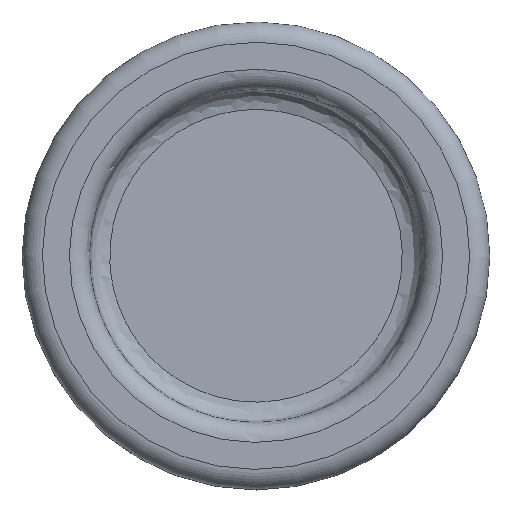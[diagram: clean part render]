
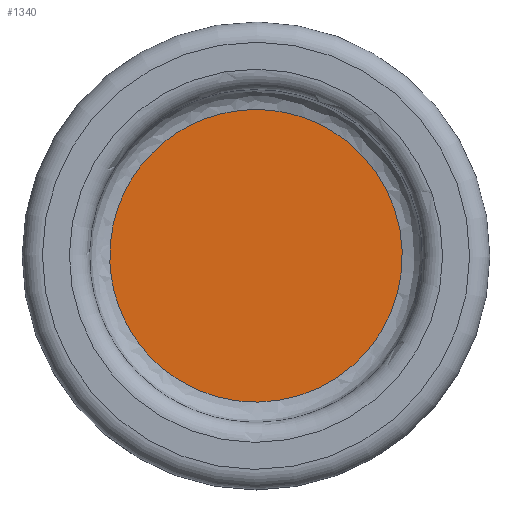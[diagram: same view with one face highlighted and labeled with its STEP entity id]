
A CAD part, top view. The second image highlights one B-rep face of the part: STEP entity #1340.
In plain terms, the highlighted face is planar.
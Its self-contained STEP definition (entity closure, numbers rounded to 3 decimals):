
#69=PLANE('',#1524);
#158=FACE_OUTER_BOUND('',#248,.T.);
#248=EDGE_LOOP('',(#1190));
#384=B_SPLINE_CURVE_WITH_KNOTS('',3,(#7143,#7144,#7145,#7146,#7147,#7148,
#7149,#7150,#7151,#7152,#7153,#7154,#7155,#7156,#7157,#7158,#7159,#7160,
#7161,#7162,#7163,#7164,#7165,#7166,#7167,#7168,#7169,#7170,#7171,#7172,
#7173),.UNSPECIFIED.,.T.,.F.,(4,1,1,1,1,1,1,1,1,1,1,1,1,1,1,1,1,1,1,1,1,
1,1,1,1,1,1,1,4),(0.,0.967,1.571,1.933,
2.417,3.222,3.867,4.511,4.995,
5.8,6.042,6.284,7.089,7.734,
8.378,9.023,9.265,9.667,10.211,
10.634,11.601,11.722,12.084,12.266,
12.568,13.051,13.172,13.353,13.534),
 .UNSPECIFIED.);
#641=VERTEX_POINT('',#7104);
#832=EDGE_CURVE('',#641,#641,#384,.T.);
#1190=ORIENTED_EDGE('',*,*,#832,.F.);
#1340=ADVANCED_FACE('',(#158),#69,.F.);
#1524=AXIS2_PLACEMENT_3D('',#7174,#1849,#1850);
#1849=DIRECTION('center_axis',(0.,0.,1.));
#1850=DIRECTION('ref_axis',(1.,0.,0.));
#7104=CARTESIAN_POINT('',(21.671,0.,5.5));
#7143=CARTESIAN_POINT('Ctrl Pts',(21.671,0.,
5.5));
#7144=CARTESIAN_POINT('Ctrl Pts',(21.671,3.222,5.5));
#7145=CARTESIAN_POINT('Ctrl Pts',(20.488,8.467,5.5));
#7146=CARTESIAN_POINT('Ctrl Pts',(16.845,13.925,5.5));
#7147=CARTESIAN_POINT('Ctrl Pts',(13.312,17.278,5.5));
#7148=CARTESIAN_POINT('Ctrl Pts',(8.588,20.26,5.5));
#7149=CARTESIAN_POINT('Ctrl Pts',(2.225,21.973,5.5));
#7150=CARTESIAN_POINT('Ctrl Pts',(-4.868,21.453,5.5));
#7151=CARTESIAN_POINT('Ctrl Pts',(-10.463,19.262,5.5));
#7152=CARTESIAN_POINT('Ctrl Pts',(-15.725,15.393,5.5));
#7153=CARTESIAN_POINT('Ctrl Pts',(-18.83,11.192,5.5));
#7154=CARTESIAN_POINT('Ctrl Pts',(-20.489,7.197,5.5));
#7155=CARTESIAN_POINT('Ctrl Pts',(-21.695,3.033,5.5));
#7156=CARTESIAN_POINT('Ctrl Pts',(-21.917,-2.736,5.5));
#7157=CARTESIAN_POINT('Ctrl Pts',(-19.825,-9.528,5.5));
#7158=CARTESIAN_POINT('Ctrl Pts',(-16.137,-14.951,5.5));
#7159=CARTESIAN_POINT('Ctrl Pts',(-12.079,-18.189,5.5));
#7160=CARTESIAN_POINT('Ctrl Pts',(-8.209,-20.146,5.5));
#7161=CARTESIAN_POINT('Ctrl Pts',(-4.415,-21.394,5.5));
#7162=CARTESIAN_POINT('Ctrl Pts',(0.196,-21.855,5.5));
#7163=CARTESIAN_POINT('Ctrl Pts',(6.664,-21.036,5.5));
#7164=CARTESIAN_POINT('Ctrl Pts',(11.345,-18.794,5.5));
#7165=CARTESIAN_POINT('Ctrl Pts',(15.068,-15.641,5.5));
#7166=CARTESIAN_POINT('Ctrl Pts',(16.593,-14.032,5.5));
#7167=CARTESIAN_POINT('Ctrl Pts',(18.28,-11.727,5.5));
#7168=CARTESIAN_POINT('Ctrl Pts',(19.892,-8.9,5.5));
#7169=CARTESIAN_POINT('Ctrl Pts',(20.898,-6.03,5.5));
#7170=CARTESIAN_POINT('Ctrl Pts',(21.416,-3.43,5.5));
#7171=CARTESIAN_POINT('Ctrl Pts',(21.62,-1.818,5.5));
#7172=CARTESIAN_POINT('Ctrl Pts',(21.671,-0.604,5.5));
#7173=CARTESIAN_POINT('Ctrl Pts',(21.671,0.,5.5));
#7174=CARTESIAN_POINT('Origin',(0.,0.,5.5));
